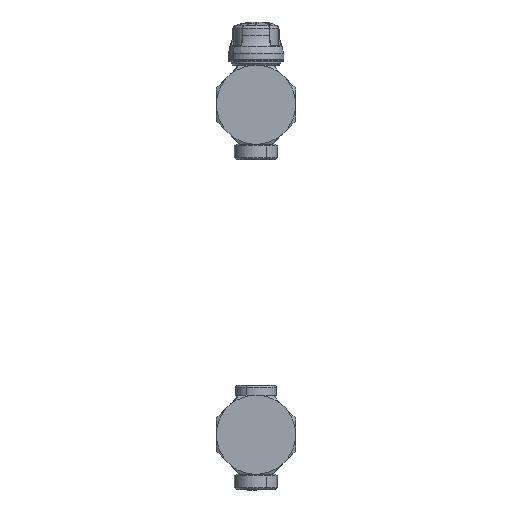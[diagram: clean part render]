
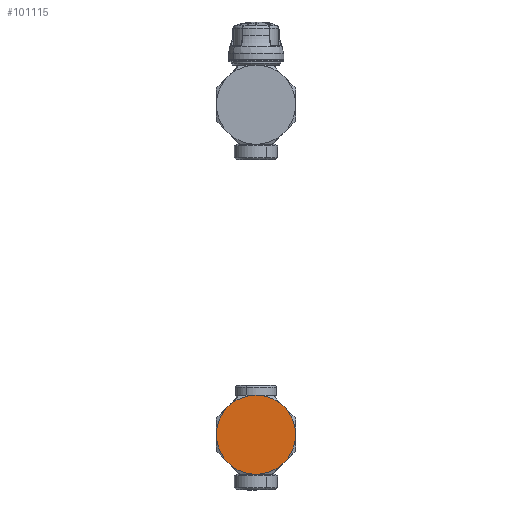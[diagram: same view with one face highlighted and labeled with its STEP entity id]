
A CAD part, front view. The second image highlights one B-rep face of the part: STEP entity #101115.
In plain terms, the highlighted planar face has unit normal (0, -1, 0).
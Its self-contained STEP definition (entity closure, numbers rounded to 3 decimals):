
#101028=CARTESIAN_POINT('Axis2P3D Location',(0.,-100.,-24.)) ;
#101033=CARTESIAN_POINT('Axis2P3D Location',(0.,-100.,0.)) ;
#101037=CARTESIAN_POINT('Vertex',(0.,-100.,24.)) ;
#101039=CARTESIAN_POINT('Vertex',(-11.506,-100.,21.062)) ;
#101042=CARTESIAN_POINT('Axis2P3D Location',(0.,-100.,0.)) ;
#101046=CARTESIAN_POINT('Vertex',(-16.971,-100.,16.971)) ;
#101049=CARTESIAN_POINT('Axis2P3D Location',(0.,-100.,0.)) ;
#101053=CARTESIAN_POINT('Vertex',(-24.,-100.,0.)) ;
#101056=CARTESIAN_POINT('Axis2P3D Location',(0.,-100.,0.)) ;
#101060=CARTESIAN_POINT('Vertex',(-16.971,-100.,-16.971)) ;
#101063=CARTESIAN_POINT('Axis2P3D Location',(0.,-100.,0.)) ;
#101067=CARTESIAN_POINT('Vertex',(0.,-100.,-24.)) ;
#101070=CARTESIAN_POINT('Axis2P3D Location',(0.,-100.,0.)) ;
#101074=CARTESIAN_POINT('Vertex',(11.506,-100.,-21.062)) ;
#101077=CARTESIAN_POINT('Axis2P3D Location',(0.,-100.,0.)) ;
#101081=CARTESIAN_POINT('Vertex',(16.971,-100.,-16.971)) ;
#101084=CARTESIAN_POINT('Axis2P3D Location',(0.,-100.,0.)) ;
#101088=CARTESIAN_POINT('Vertex',(24.,-100.,0.)) ;
#101091=CARTESIAN_POINT('Axis2P3D Location',(0.,-100.,0.)) ;
#101095=CARTESIAN_POINT('Vertex',(16.971,-100.,16.971)) ;
#101098=CARTESIAN_POINT('Axis2P3D Location',(0.,-100.,0.)) ;
#101029=DIRECTION('Axis2P3D Direction',(0.,-1.,0.)) ;
#101030=DIRECTION('Axis2P3D XDirection',(1.,0.,0.)) ;
#101034=DIRECTION('Axis2P3D Direction',(0.,-1.,0.)) ;
#101043=DIRECTION('Axis2P3D Direction',(0.,-1.,0.)) ;
#101050=DIRECTION('Axis2P3D Direction',(0.,-1.,0.)) ;
#101057=DIRECTION('Axis2P3D Direction',(0.,-1.,0.)) ;
#101064=DIRECTION('Axis2P3D Direction',(0.,-1.,0.)) ;
#101071=DIRECTION('Axis2P3D Direction',(0.,-1.,0.)) ;
#101078=DIRECTION('Axis2P3D Direction',(0.,-1.,0.)) ;
#101085=DIRECTION('Axis2P3D Direction',(0.,-1.,0.)) ;
#101092=DIRECTION('Axis2P3D Direction',(0.,-1.,0.)) ;
#101099=DIRECTION('Axis2P3D Direction',(0.,-1.,0.)) ;
#101031=AXIS2_PLACEMENT_3D('Plane Axis2P3D',#101028,#101029,#101030) ;
#101035=AXIS2_PLACEMENT_3D('Circle Axis2P3D',#101033,#101034,$) ;
#101044=AXIS2_PLACEMENT_3D('Circle Axis2P3D',#101042,#101043,$) ;
#101051=AXIS2_PLACEMENT_3D('Circle Axis2P3D',#101049,#101050,$) ;
#101058=AXIS2_PLACEMENT_3D('Circle Axis2P3D',#101056,#101057,$) ;
#101065=AXIS2_PLACEMENT_3D('Circle Axis2P3D',#101063,#101064,$) ;
#101072=AXIS2_PLACEMENT_3D('Circle Axis2P3D',#101070,#101071,$) ;
#101079=AXIS2_PLACEMENT_3D('Circle Axis2P3D',#101077,#101078,$) ;
#101086=AXIS2_PLACEMENT_3D('Circle Axis2P3D',#101084,#101085,$) ;
#101093=AXIS2_PLACEMENT_3D('Circle Axis2P3D',#101091,#101092,$) ;
#101100=AXIS2_PLACEMENT_3D('Circle Axis2P3D',#101098,#101099,$) ;
#101036=CIRCLE('generated circle',#101035,24.) ;
#101045=CIRCLE('generated circle',#101044,24.) ;
#101052=CIRCLE('generated circle',#101051,24.) ;
#101059=CIRCLE('generated circle',#101058,24.) ;
#101066=CIRCLE('generated circle',#101065,24.) ;
#101073=CIRCLE('generated circle',#101072,24.) ;
#101080=CIRCLE('generated circle',#101079,24.) ;
#101087=CIRCLE('generated circle',#101086,24.) ;
#101094=CIRCLE('generated circle',#101093,24.) ;
#101101=CIRCLE('generated circle',#101100,24.) ;
#101032=PLANE('',#101031) ;
#101041=EDGE_CURVE('',#101038,#101040,#101036,.T.) ;
#101048=EDGE_CURVE('',#101040,#101047,#101045,.T.) ;
#101055=EDGE_CURVE('',#101047,#101054,#101052,.T.) ;
#101062=EDGE_CURVE('',#101054,#101061,#101059,.T.) ;
#101069=EDGE_CURVE('',#101061,#101068,#101066,.T.) ;
#101076=EDGE_CURVE('',#101068,#101075,#101073,.T.) ;
#101083=EDGE_CURVE('',#101075,#101082,#101080,.T.) ;
#101090=EDGE_CURVE('',#101082,#101089,#101087,.T.) ;
#101097=EDGE_CURVE('',#101089,#101096,#101094,.T.) ;
#101102=EDGE_CURVE('',#101096,#101038,#101101,.T.) ;
#101104=ORIENTED_EDGE('',*,*,#101041,.T.) ;
#101105=ORIENTED_EDGE('',*,*,#101048,.T.) ;
#101106=ORIENTED_EDGE('',*,*,#101055,.T.) ;
#101107=ORIENTED_EDGE('',*,*,#101062,.T.) ;
#101108=ORIENTED_EDGE('',*,*,#101069,.T.) ;
#101109=ORIENTED_EDGE('',*,*,#101076,.T.) ;
#101110=ORIENTED_EDGE('',*,*,#101083,.T.) ;
#101111=ORIENTED_EDGE('',*,*,#101090,.T.) ;
#101112=ORIENTED_EDGE('',*,*,#101097,.T.) ;
#101113=ORIENTED_EDGE('',*,*,#101102,.T.) ;
#101103=EDGE_LOOP('',(#101104,#101105,#101106,#101107,#101108,#101109,#101110,#101111,#101112,#101113)) ;
#101038=VERTEX_POINT('',#101037) ;
#101040=VERTEX_POINT('',#101039) ;
#101047=VERTEX_POINT('',#101046) ;
#101054=VERTEX_POINT('',#101053) ;
#101061=VERTEX_POINT('',#101060) ;
#101068=VERTEX_POINT('',#101067) ;
#101075=VERTEX_POINT('',#101074) ;
#101082=VERTEX_POINT('',#101081) ;
#101089=VERTEX_POINT('',#101088) ;
#101096=VERTEX_POINT('',#101095) ;
#101115=ADVANCED_FACE('PartBody',(#101114),#101032,.T.) ;
#101114=FACE_OUTER_BOUND('',#101103,.T.) ;
